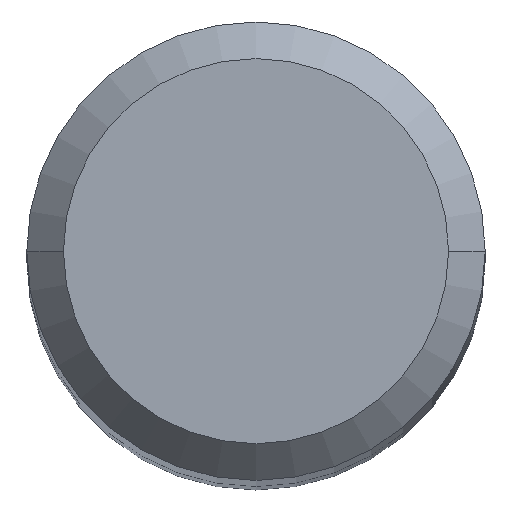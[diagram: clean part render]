
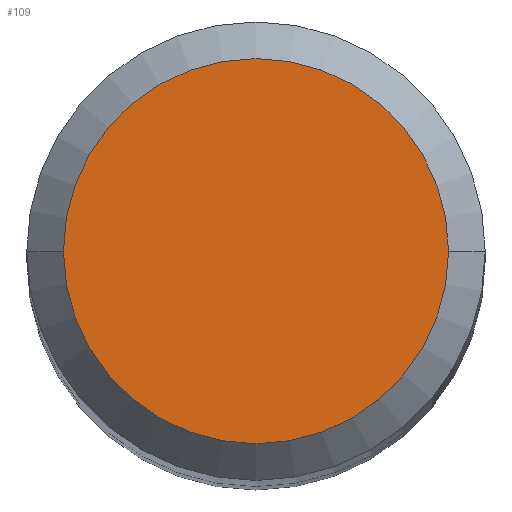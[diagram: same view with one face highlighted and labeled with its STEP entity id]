
A CAD part, top view. The second image highlights one B-rep face of the part: STEP entity #109.
In plain terms, the highlighted planar face has unit normal (0, 0, 1).
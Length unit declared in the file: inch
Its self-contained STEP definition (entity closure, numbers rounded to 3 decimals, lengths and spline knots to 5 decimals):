
#45 = DIRECTION ( 'NONE',  ( 1., 0., 0. ) ) ;
#74 = AXIS2_PLACEMENT_3D ( 'NONE', #379, #201, #331 ) ;
#109 = ADVANCED_FACE ( 'NONE', ( #358 ), #298, .F. ) ;
#110 = CARTESIAN_POINT ( 'NONE',  ( 0., 0.105, 0. ) ) ;
#111 = CIRCLE ( 'NONE', #74, 0.105 ) ;
#115 = ORIENTED_EDGE ( 'NONE', *, *, #149, .T. ) ;
#149 = EDGE_CURVE ( 'NONE', #205, #272, #277, .T. ) ;
#156 = AXIS2_PLACEMENT_3D ( 'NONE', #110, #361, #382 ) ;
#176 = EDGE_CURVE ( 'NONE', #272, #205, #111, .T. ) ;
#191 = ORIENTED_EDGE ( 'NONE', *, *, #176, .T. ) ;
#198 = CARTESIAN_POINT ( 'NONE',  ( 0., 0., 0. ) ) ;
#201 = DIRECTION ( 'NONE',  ( 0., 0., 1. ) ) ;
#205 = VERTEX_POINT ( 'NONE', #343 ) ;
#209 = DIRECTION ( 'NONE',  ( 0., 0., 1. ) ) ;
#225 = EDGE_LOOP ( 'NONE', ( #191, #115 ) ) ;
#272 = VERTEX_POINT ( 'NONE', #310 ) ;
#277 = CIRCLE ( 'NONE', #352, 0.105 ) ;
#298 = PLANE ( 'NONE',  #156 ) ;
#310 = CARTESIAN_POINT ( 'NONE',  ( -0.105, 0., 0. ) ) ;
#331 = DIRECTION ( 'NONE',  ( 1., 0., 0. ) ) ;
#343 = CARTESIAN_POINT ( 'NONE',  ( 0.105, 0., 0. ) ) ;
#352 = AXIS2_PLACEMENT_3D ( 'NONE', #198, #209, #45 ) ;
#358 = FACE_OUTER_BOUND ( 'NONE', #225, .T. ) ;
#361 = DIRECTION ( 'NONE',  ( 0., 0., -1. ) ) ;
#379 = CARTESIAN_POINT ( 'NONE',  ( 0., 0., 0. ) ) ;
#382 = DIRECTION ( 'NONE',  ( -1., 0., 0. ) ) ;
